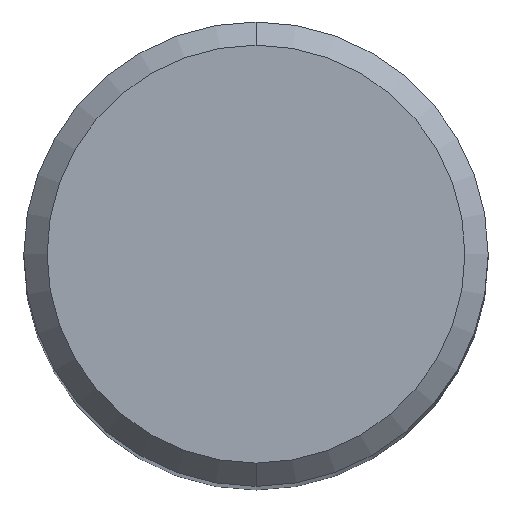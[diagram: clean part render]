
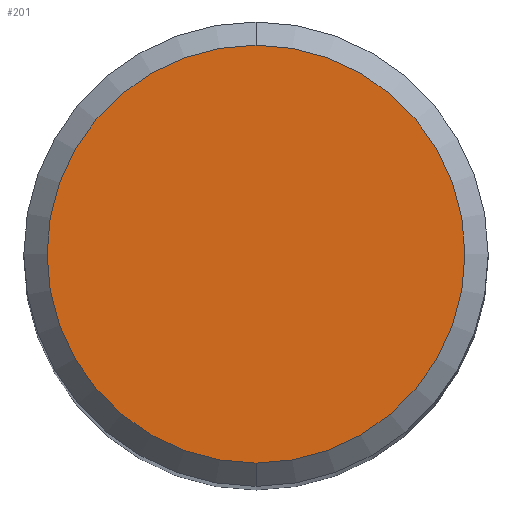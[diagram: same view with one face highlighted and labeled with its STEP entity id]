
A CAD part, top view. The second image highlights one B-rep face of the part: STEP entity #201.
In plain terms, the highlighted planar face has unit normal (0, 0, 1).
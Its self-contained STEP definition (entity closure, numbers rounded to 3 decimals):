
#187=VERTEX_POINT('',#494);
#201=ADVANCED_FACE('',(#513),#514,.T.);
#311=EDGE_CURVE('',#187,#367,#632,.T.);
#367=VERTEX_POINT('',#693);
#377=EDGE_CURVE('',#367,#187,#704,.T.);
#494=CARTESIAN_POINT('',(0.,-3.6,0.0));
#513=FACE_OUTER_BOUND('',#860,.T.);
#514=PLANE('',#861);
#632=CIRCLE('',#1086,3.6);
#693=CARTESIAN_POINT('',(0.0,3.6,0.0));
#704=CIRCLE('',#1278,3.6);
#860=EDGE_LOOP('',(#1521,#1522));
#861=AXIS2_PLACEMENT_3D('',#1523,#1524,#1525);
#1086=AXIS2_PLACEMENT_3D('',#1633,#1634,#1635);
#1278=AXIS2_PLACEMENT_3D('',#1699,#1700,#1701);
#1521=ORIENTED_EDGE('',*,*,#377,.F.);
#1522=ORIENTED_EDGE('',*,*,#311,.F.);
#1523=CARTESIAN_POINT('',(0.0,1.8,0.0));
#1524=DIRECTION('',(-0.0,0.0,1.0));
#1525=DIRECTION('',(0.0,-1.0,0.0));
#1633=CARTESIAN_POINT('',(0.0,0.0,0.0));
#1634=DIRECTION('',(0.0,0.0,-1.0));
#1635=DIRECTION('',(0.0,1.0,0.0));
#1699=CARTESIAN_POINT('',(0.0,0.0,0.0));
#1700=DIRECTION('',(0.0,0.0,-1.0));
#1701=DIRECTION('',(0.0,1.0,0.0));
